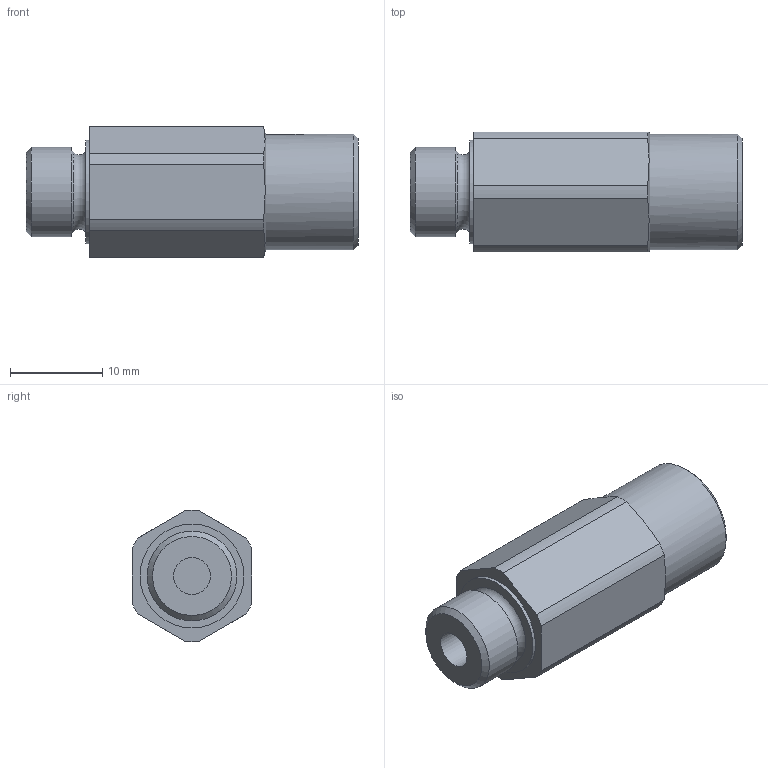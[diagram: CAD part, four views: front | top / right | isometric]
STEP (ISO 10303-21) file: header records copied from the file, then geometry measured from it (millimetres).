
FILE_DESCRIPTION(/* description */ ('STEP AP214'),/* implementation_level */ '2;1');
FILE_NAME(/* name */ '33969_ISV-1_8',/* time_stamp */ '2024-08-29T13:52:20+02:00',/* author */ ('License CC BY-ND 4.0'),/* organization */ ('CADENAS'),/* preprocessor_version */ 'ST-DEVELOPER v19.3',/* originating_system */ 'PARTsolutions',/* authorisation */ ' ');
FILE_SCHEMA (('AUTOMOTIVE_DESIGN {1 0 10303 214 3 1 1}'));
Length unit declared in the file: millimetre
Products named in the file (1): 33969 ISV-1/8
Bounding box: 36 x 13 x 14.29 mm (x, y, z)
Volume: 3757 mm3; surface area: 2097.4 mm2
Topology: 1 solids, 1 shells, 30 faces, 64 edges, 41 vertices
Faces by surface type: plane 13, cylinder 11, cone 5, torus 1
Full cylindrical faces by diameter (mm): 4 x1, 8.566 x1, 9.728 x1, 11.258 x1, 12.5 x1
Entity records: 790 total; most frequent: CARTESIAN_POINT 143, DIRECTION 136, ORIENTED_EDGE 104, AXIS2_PLACEMENT_3D 59, EDGE_CURVE 52, EDGE_LOOP 46, FACE_BOUND 46, VERTEX_POINT 40
